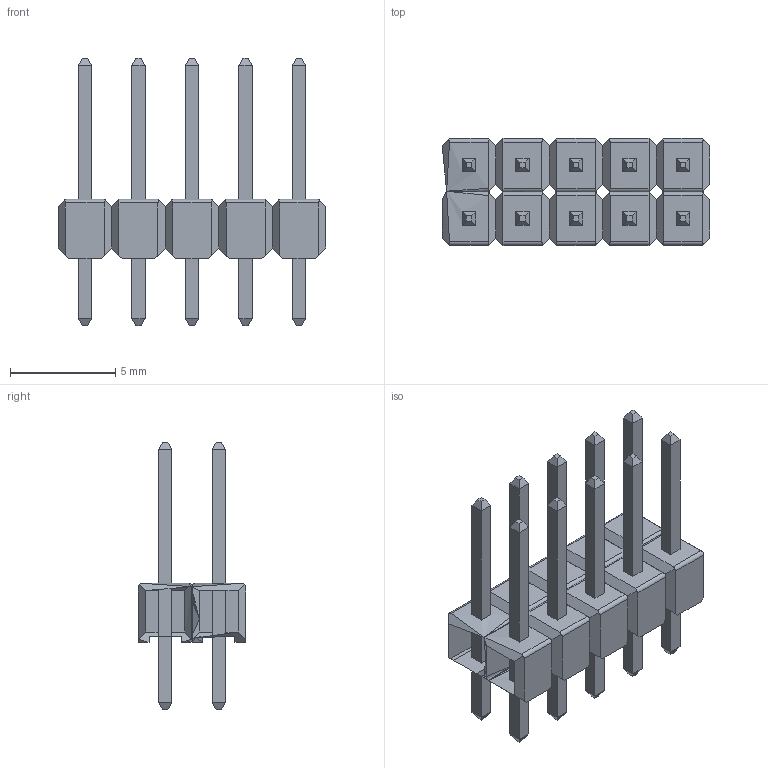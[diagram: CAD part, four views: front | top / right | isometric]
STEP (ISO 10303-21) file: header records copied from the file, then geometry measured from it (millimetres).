
FILE_DESCRIPTION (( 'STEP AP214' ), '1' );
FILE_NAME ('User Library-Pin header 2x5 pinos reto pitch 2.54.STEP', '2021-03-25T06:49:37', ( '' ), ( '' ), 'SwSTEP 2.0', 'SolidWorks 2020', '' );
FILE_SCHEMA (( 'AUTOMOTIVE_DESIGN' ));
Length unit declared in the file: millimetre
Products named in the file (1): User Library-Pin header 2x5 pinos reto pitch 2.54
Bounding box: 12.7 x 5.08 x 12.7 mm (x, y, z)
Surface area: 670.6 mm2 (no closed solid volume)
Topology: 0 solids, 17 shells, 362 faces, 930 edges, 579 vertices
Faces by surface type: plane 342, cylinder 20
Entity records: 12253 total; most frequent: CARTESIAN_POINT 2474, ORIENTED_EDGE 1770, DIRECTION 1406, EDGE_CURVE 930, VECTOR 680, LINE 680, VERTEX_POINT 579, EDGE_LOOP 382
